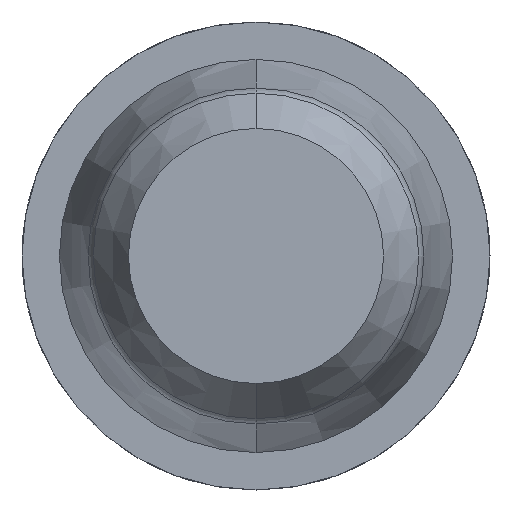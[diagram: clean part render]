
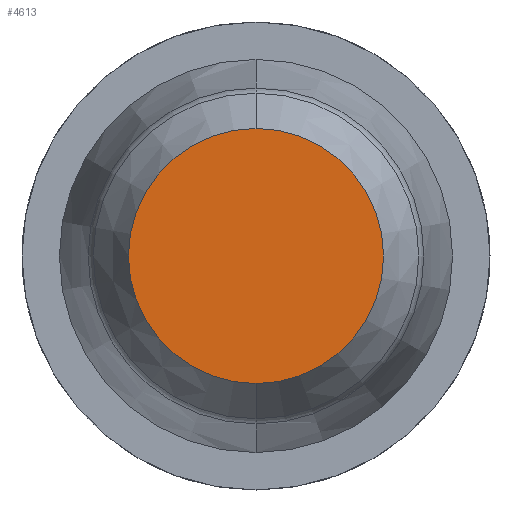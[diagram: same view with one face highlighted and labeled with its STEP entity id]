
A CAD part, front view. The second image highlights one B-rep face of the part: STEP entity #4613.
In plain terms, the highlighted planar face has unit normal (0, -1, 0).
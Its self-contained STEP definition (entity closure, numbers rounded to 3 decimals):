
#154 = VERTEX_POINT ( 'NONE', #1515 ) ;
#422 = FACE_OUTER_BOUND ( 'NONE', #3837, .T. ) ;
#821 = CARTESIAN_POINT ( 'NONE',  ( 0., -30.5, 0.627 ) ) ;
#854 = DIRECTION ( 'NONE',  ( 0., 1., 0. ) ) ;
#978 = CARTESIAN_POINT ( 'NONE',  ( 0., -30.5, 0. ) ) ;
#1308 = DIRECTION ( 'NONE',  ( 0., 1., 0. ) ) ;
#1509 = AXIS2_PLACEMENT_3D ( 'NONE', #2281, #1308, #5460 ) ;
#1515 = CARTESIAN_POINT ( 'NONE',  ( 0., -30.5, -0.627 ) ) ;
#1527 = VERTEX_POINT ( 'NONE', #821 ) ;
#1535 = ORIENTED_EDGE ( 'NONE', *, *, #2143, .F. ) ;
#2143 = EDGE_CURVE ( 'Defeature ausgef�hrt3_2+Defeature ausgef�hrt3_1+Defeature ausgef�hrt3_1+Defeature ausgef�hrt3_1', #1527, #154, #5171, .T. ) ;
#2175 = EDGE_CURVE ( 'Defeature ausgef�hrt3_2+Defeature ausgef�hrt3_1+Defeature ausgef�hrt3_1+Defeature ausgef�hrt3_1', #154, #1527, #2507, .T. ) ;
#2281 = CARTESIAN_POINT ( 'NONE',  ( 0., -30.5, 0. ) ) ;
#2462 = PLANE ( 'NONE',  #5634 ) ;
#2507 = CIRCLE ( 'NONE', #6312, 0.627 ) ;
#3338 = ORIENTED_EDGE ( 'NONE', *, *, #2175, .F. ) ;
#3473 = DIRECTION ( 'NONE',  ( 0., 1., 0. ) ) ;
#3493 = DIRECTION ( 'NONE',  ( 0., 0., 1. ) ) ;
#3837 = EDGE_LOOP ( 'NONE', ( #1535, #3338 ) ) ;
#4613 = ADVANCED_FACE ( 'Defeature ausgef�hrt3_1', ( #422 ), #2462, .F. ) ;
#5171 = CIRCLE ( 'NONE', #1509, 0.627 ) ;
#5460 = DIRECTION ( 'NONE',  ( 0., 0., 1. ) ) ;
#5634 = AXIS2_PLACEMENT_3D ( 'NONE', #978, #3473, #3493 ) ;
#5866 = DIRECTION ( 'NONE',  ( 0., 0., 1. ) ) ;
#6312 = AXIS2_PLACEMENT_3D ( 'NONE', #6476, #854, #5866 ) ;
#6476 = CARTESIAN_POINT ( 'NONE',  ( 0., -30.5, 0. ) ) ;
